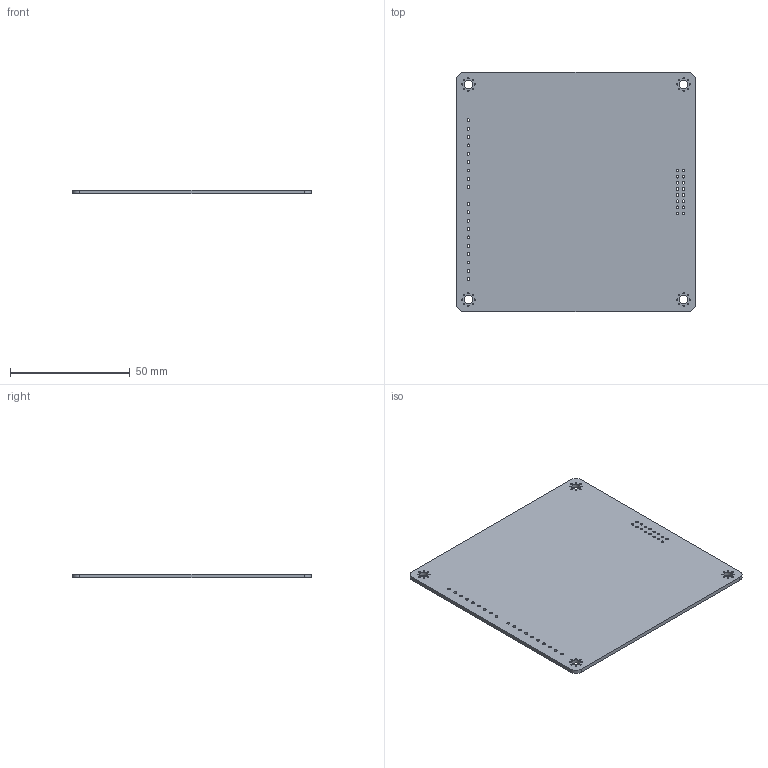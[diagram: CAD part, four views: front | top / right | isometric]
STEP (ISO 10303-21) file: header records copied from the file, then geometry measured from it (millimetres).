
FILE_DESCRIPTION(('KiCad electronic assembly'),'2;1');
FILE_NAME('Automate_ES_V2.step','2023-07-21T16:08:16',('Pcbnew'),( 'Kicad'),'Open CASCADE STEP processor 7.6','KiCad to STEP converter' ,'Unknown');
FILE_SCHEMA(('AUTOMOTIVE_DESIGN { 1 0 10303 214 1 1 1 1 }'));
Length unit declared in the file: millimetre
Products named in the file (2): Automate_ES_V2 1; _autosave-Automate_ES_V2 PCB
Assembly tree (1 placements, depth 2):
  Automate_ES_V2 1
    _autosave-Automate_ES_V2 PCB
Bounding box: 100 x 100 x 1.6 mm (x, y, z)
Volume: 15860.7 mm3; surface area: 20805.1 mm2
Topology: 1 solids, 1 shells, 81 faces, 237 edges, 158 vertices
Faces by surface type: cylinder 75, plane 6
Full cylindrical faces by diameter (mm): 0.5 x32, 1.02 x16, 1.2 x19, 3.5 x4
Entity records: 6193 total; most frequent: DIRECTION 1027, CARTESIAN_POINT 952, ORIENTED_EDGE 474, PCURVE 474, DEFINITIONAL_REPRESENTATION 474, LINE 411, VECTOR 411, CIRCLE 300
